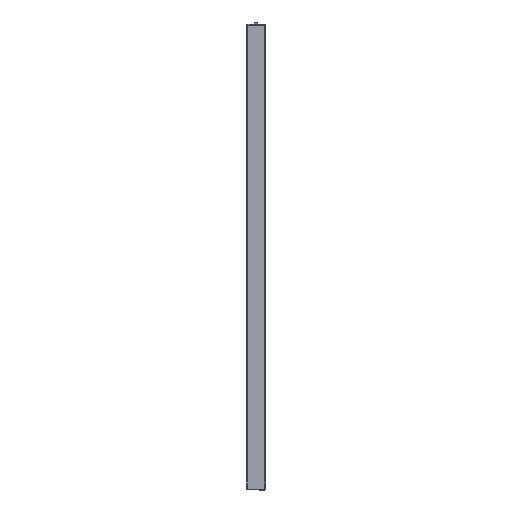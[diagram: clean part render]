
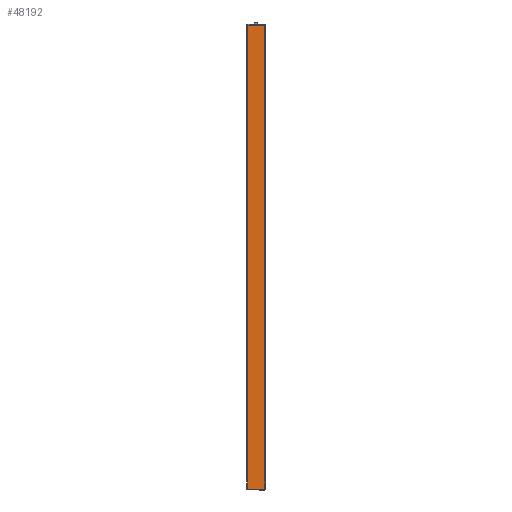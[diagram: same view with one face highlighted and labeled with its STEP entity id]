
A CAD part, left-side view. The second image highlights one B-rep face of the part: STEP entity #48192.
In plain terms, the highlighted planar face has unit normal (-1, 0.024, 0).
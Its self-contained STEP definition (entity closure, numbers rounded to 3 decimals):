
#110 = EDGE_CURVE ( 'NONE', #10535, #29607, #40599, .T. ) ;
#4396 = FACE_OUTER_BOUND ( 'NONE', #55461, .T. ) ;
#5453 = DIRECTION ( 'NONE',  ( 0.024, 1., 0. ) ) ;
#7314 = CARTESIAN_POINT ( 'NONE',  ( -5.227, 36.312, -479.5 ) ) ;
#10535 = VERTEX_POINT ( 'NONE', #15656 ) ;
#11465 = VECTOR ( 'NONE', #5453, 1000. ) ;
#12552 = CARTESIAN_POINT ( 'NONE',  ( -6.102, -0.281, -479.5 ) ) ;
#12661 = ORIENTED_EDGE ( 'NONE', *, *, #21764, .F. ) ;
#14252 = EDGE_CURVE ( 'NONE', #17018, #10535, #26036, .T. ) ;
#14982 = VECTOR ( 'NONE', #47208, 1000. ) ;
#15656 = CARTESIAN_POINT ( 'NONE',  ( -6.102, -0.281, 479.5 ) ) ;
#17018 = VERTEX_POINT ( 'NONE', #12552 ) ;
#21764 = EDGE_CURVE ( 'NONE', #17018, #52995, #45066, .T. ) ;
#23766 = ORIENTED_EDGE ( 'NONE', *, *, #110, .T. ) ;
#23954 = ORIENTED_EDGE ( 'NONE', *, *, #14252, .T. ) ;
#24729 = VECTOR ( 'NONE', #30884, 1000. ) ;
#26036 = LINE ( 'NONE', #35723, #24729 ) ;
#27650 = CARTESIAN_POINT ( 'NONE',  ( -6.102, -0.281, -479.5 ) ) ;
#28256 = ORIENTED_EDGE ( 'NONE', *, *, #43615, .F. ) ;
#29607 = VERTEX_POINT ( 'NONE', #48467 ) ;
#29804 = CARTESIAN_POINT ( 'NONE',  ( -5.227, 36.312, -479.5 ) ) ;
#30884 = DIRECTION ( 'NONE',  ( 0., 0., 1. ) ) ;
#30954 = CARTESIAN_POINT ( 'NONE',  ( -6.102, -0.281, -479.5 ) ) ;
#31081 = DIRECTION ( 'NONE',  ( 0.024, 1., 0. ) ) ;
#34942 = DIRECTION ( 'NONE',  ( 1., -0.024, 0. ) ) ;
#35244 = DIRECTION ( 'NONE',  ( 0.024, 1., 0. ) ) ;
#35723 = CARTESIAN_POINT ( 'NONE',  ( -6.102, -0.281, -479.5 ) ) ;
#36567 = CARTESIAN_POINT ( 'NONE',  ( -6.102, -0.281, 479.5 ) ) ;
#40599 = LINE ( 'NONE', #36567, #11465 ) ;
#42378 = LINE ( 'NONE', #29804, #14982 ) ;
#43615 = EDGE_CURVE ( 'NONE', #52995, #29607, #42378, .T. ) ;
#45066 = LINE ( 'NONE', #27650, #54398 ) ;
#47208 = DIRECTION ( 'NONE',  ( 0., 0., 1. ) ) ;
#48192 = ADVANCED_FACE ( 'NONE', ( #4396 ), #52641, .F. ) ;
#48467 = CARTESIAN_POINT ( 'NONE',  ( -5.227, 36.312, 479.5 ) ) ;
#49792 = AXIS2_PLACEMENT_3D ( 'NONE', #30954, #34942, #35244 ) ;
#52641 = PLANE ( 'NONE',  #49792 ) ;
#52995 = VERTEX_POINT ( 'NONE', #7314 ) ;
#54398 = VECTOR ( 'NONE', #31081, 1000. ) ;
#55461 = EDGE_LOOP ( 'NONE', ( #23766, #28256, #12661, #23954 ) ) ;
